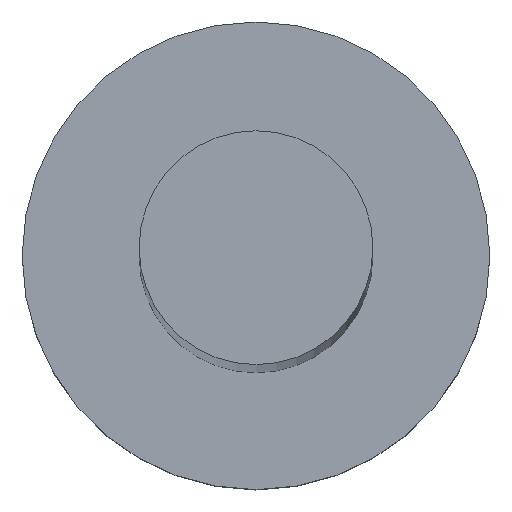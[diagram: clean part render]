
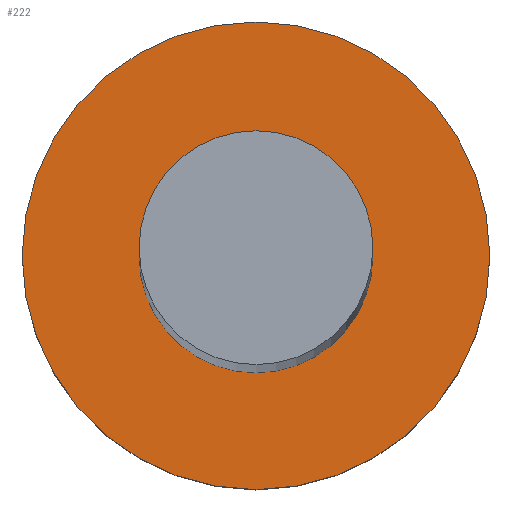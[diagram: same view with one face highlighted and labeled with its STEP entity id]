
A CAD part, top view. The second image highlights one B-rep face of the part: STEP entity #222.
In plain terms, the highlighted planar face has unit normal (0, 0, 1).
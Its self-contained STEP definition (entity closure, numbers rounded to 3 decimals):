
#7 = DIRECTION ( 'NONE',  ( 0., 0., 1. ) ) ;
#10 = CIRCLE ( 'NONE', #132, 3. ) ;
#13 = ORIENTED_EDGE ( 'NONE', *, *, #211, .T. ) ;
#15 = ORIENTED_EDGE ( 'NONE', *, *, #124, .T. ) ;
#20 = CARTESIAN_POINT ( 'NONE',  ( -6., 0., 5. ) ) ;
#22 = CARTESIAN_POINT ( 'NONE',  ( 0., 0., 5. ) ) ;
#28 = CIRCLE ( 'NONE', #32, 6. ) ;
#29 = EDGE_CURVE ( 'NONE', #73, #39, #10, .T. ) ;
#31 = VERTEX_POINT ( 'NONE', #20 ) ;
#32 = AXIS2_PLACEMENT_3D ( 'NONE', #104, #142, #82 ) ;
#33 = ORIENTED_EDGE ( 'NONE', *, *, #201, .F. ) ;
#35 = FACE_BOUND ( 'NONE', #163, .T. ) ;
#36 = DIRECTION ( 'NONE',  ( 0., 0., 1. ) ) ;
#39 = VERTEX_POINT ( 'NONE', #152 ) ;
#58 = CARTESIAN_POINT ( 'NONE',  ( 0., 0., 5. ) ) ;
#67 = PLANE ( 'NONE',  #154 ) ;
#72 = DIRECTION ( 'NONE',  ( 1., 0., 0. ) ) ;
#73 = VERTEX_POINT ( 'NONE', #175 ) ;
#79 = CARTESIAN_POINT ( 'NONE',  ( 0., 0., 5. ) ) ;
#82 = DIRECTION ( 'NONE',  ( 1., 0., 0. ) ) ;
#85 = ORIENTED_EDGE ( 'NONE', *, *, #29, .F. ) ;
#104 = CARTESIAN_POINT ( 'NONE',  ( 0., 0., 5. ) ) ;
#105 = CARTESIAN_POINT ( 'NONE',  ( 0., 0., 5. ) ) ;
#124 = EDGE_CURVE ( 'NONE', #186, #31, #240, .T. ) ;
#128 = AXIS2_PLACEMENT_3D ( 'NONE', #105, #181, #203 ) ;
#132 = AXIS2_PLACEMENT_3D ( 'NONE', #58, #36, #72 ) ;
#136 = DIRECTION ( 'NONE',  ( 1., 0., 0. ) ) ;
#139 = CIRCLE ( 'NONE', #128, 3. ) ;
#141 = AXIS2_PLACEMENT_3D ( 'NONE', #22, #7, #136 ) ;
#142 = DIRECTION ( 'NONE',  ( 0., 0., 1. ) ) ;
#152 = CARTESIAN_POINT ( 'NONE',  ( 3., 0., 5. ) ) ;
#154 = AXIS2_PLACEMENT_3D ( 'NONE', #79, #159, #239 ) ;
#159 = DIRECTION ( 'NONE',  ( 0., 0., 1. ) ) ;
#163 = EDGE_LOOP ( 'NONE', ( #85, #33 ) ) ;
#175 = CARTESIAN_POINT ( 'NONE',  ( -3., 0., 5. ) ) ;
#181 = DIRECTION ( 'NONE',  ( 0., 0., 1. ) ) ;
#186 = VERTEX_POINT ( 'NONE', #235 ) ;
#188 = FACE_OUTER_BOUND ( 'NONE', #249, .T. ) ;
#201 = EDGE_CURVE ( 'NONE', #39, #73, #139, .T. ) ;
#203 = DIRECTION ( 'NONE',  ( 1., 0., 0. ) ) ;
#211 = EDGE_CURVE ( 'NONE', #31, #186, #28, .T. ) ;
#222 = ADVANCED_FACE ( 'NONE', ( #35, #188 ), #67, .T. ) ;
#235 = CARTESIAN_POINT ( 'NONE',  ( 6., 0., 5. ) ) ;
#239 = DIRECTION ( 'NONE',  ( 1., 0., 0. ) ) ;
#240 = CIRCLE ( 'NONE', #141, 6. ) ;
#249 = EDGE_LOOP ( 'NONE', ( #13, #15 ) ) ;
